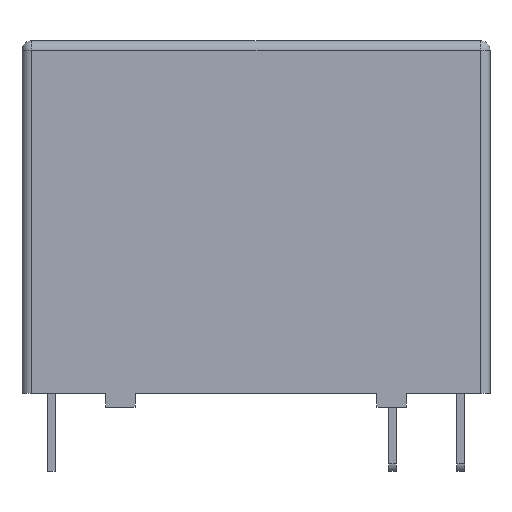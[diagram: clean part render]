
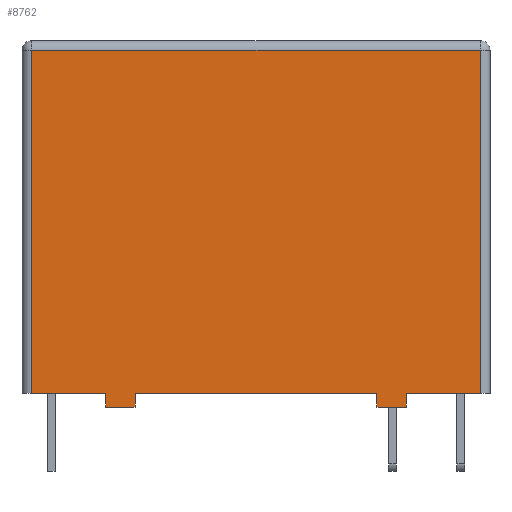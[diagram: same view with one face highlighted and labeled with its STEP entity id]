
A CAD part, front view. The second image highlights one B-rep face of the part: STEP entity #8762.
In plain terms, the highlighted planar face has unit normal (0, -1, 0).
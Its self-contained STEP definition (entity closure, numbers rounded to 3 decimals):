
#39 = CARTESIAN_POINT ( 'NONE',  ( -12., -5., 0. ) ) ;
#376 = ORIENTED_EDGE ( 'NONE', *, *, #1789, .T. ) ;
#663 = CARTESIAN_POINT ( 'NONE',  ( -11.5, -5., 0. ) ) ;
#671 = VECTOR ( 'NONE', #6013, 1000. ) ;
#683 = VERTEX_POINT ( 'NONE', #841 ) ;
#724 = CARTESIAN_POINT ( 'NONE',  ( 7.705, -5., -0.7 ) ) ;
#841 = CARTESIAN_POINT ( 'NONE',  ( -7.705, -5., 0. ) ) ;
#953 = ORIENTED_EDGE ( 'NONE', *, *, #5527, .F. ) ;
#1166 = VERTEX_POINT ( 'NONE', #11099 ) ;
#1169 = VERTEX_POINT ( 'NONE', #5023 ) ;
#1299 = VECTOR ( 'NONE', #15552, 1000. ) ;
#1480 = LINE ( 'NONE', #13674, #14615 ) ;
#1789 = EDGE_CURVE ( 'NONE', #6109, #2227, #10952, .T. ) ;
#1881 = ORIENTED_EDGE ( 'NONE', *, *, #12632, .T. ) ;
#1882 = CARTESIAN_POINT ( 'NONE',  ( -11.5, -5., 18.1 ) ) ;
#2227 = VERTEX_POINT ( 'NONE', #7541 ) ;
#2292 = CARTESIAN_POINT ( 'NONE',  ( 7.705, -5., 0. ) ) ;
#2418 = DIRECTION ( 'NONE',  ( 0., 0., 1. ) ) ;
#2535 = LINE ( 'NONE', #39, #12852 ) ;
#2754 = VECTOR ( 'NONE', #9079, 1000. ) ;
#2762 = VERTEX_POINT ( 'NONE', #13054 ) ;
#2835 = ORIENTED_EDGE ( 'NONE', *, *, #5449, .F. ) ;
#2899 = EDGE_CURVE ( 'NONE', #4785, #2762, #2535, .T. ) ;
#3026 = EDGE_LOOP ( 'NONE', ( #12787, #12923, #3501, #953, #2835, #376, #10456, #12260, #11450, #1881, #3642, #3227 ) ) ;
#3227 = ORIENTED_EDGE ( 'NONE', *, *, #14691, .T. ) ;
#3230 = AXIS2_PLACEMENT_3D ( 'NONE', #6906, #9465, #14238 ) ;
#3282 = DIRECTION ( 'NONE',  ( 1., 0., 0. ) ) ;
#3428 = CARTESIAN_POINT ( 'NONE',  ( -12., -5., 17.6 ) ) ;
#3501 = ORIENTED_EDGE ( 'NONE', *, *, #6382, .T. ) ;
#3642 = ORIENTED_EDGE ( 'NONE', *, *, #2899, .T. ) ;
#3644 = DIRECTION ( 'NONE',  ( 1., 0., 0. ) ) ;
#3822 = CARTESIAN_POINT ( 'NONE',  ( -6.205, -5., -0.7 ) ) ;
#4262 = CARTESIAN_POINT ( 'NONE',  ( 11.5, -5., 18.1 ) ) ;
#4422 = LINE ( 'NONE', #15752, #671 ) ;
#4785 = VERTEX_POINT ( 'NONE', #2292 ) ;
#5023 = CARTESIAN_POINT ( 'NONE',  ( 11.5, -5., 17.6 ) ) ;
#5383 = VECTOR ( 'NONE', #10235, 1000. ) ;
#5449 = EDGE_CURVE ( 'NONE', #6109, #1166, #11666, .T. ) ;
#5467 = VECTOR ( 'NONE', #2418, 1000. ) ;
#5527 = EDGE_CURVE ( 'NONE', #1166, #683, #10275, .T. ) ;
#5692 = DIRECTION ( 'NONE',  ( 0., 0., 1. ) ) ;
#6013 = DIRECTION ( 'NONE',  ( 1., 0., 0. ) ) ;
#6109 = VERTEX_POINT ( 'NONE', #8514 ) ;
#6382 = EDGE_CURVE ( 'NONE', #11682, #683, #15424, .T. ) ;
#6591 = PLANE ( 'NONE',  #3230 ) ;
#6662 = VECTOR ( 'NONE', #8552, 1000. ) ;
#6751 = DIRECTION ( 'NONE',  ( 0., 0., -1. ) ) ;
#6906 = CARTESIAN_POINT ( 'NONE',  ( -12., -5., 18.1 ) ) ;
#6952 = CARTESIAN_POINT ( 'NONE',  ( -11.5, -5., 17.6 ) ) ;
#7476 = CARTESIAN_POINT ( 'NONE',  ( 6.205, -5., 0. ) ) ;
#7541 = CARTESIAN_POINT ( 'NONE',  ( -6.205, -5., 0. ) ) ;
#7804 = FACE_OUTER_BOUND ( 'NONE', #3026, .T. ) ;
#7922 = CARTESIAN_POINT ( 'NONE',  ( -12., -5., 0. ) ) ;
#8227 = CARTESIAN_POINT ( 'NONE',  ( 7.705, -5., -0.7 ) ) ;
#8306 = LINE ( 'NONE', #8227, #1299 ) ;
#8319 = VERTEX_POINT ( 'NONE', #6952 ) ;
#8514 = CARTESIAN_POINT ( 'NONE',  ( -6.205, -5., -0.7 ) ) ;
#8552 = DIRECTION ( 'NONE',  ( -1., 0., 0. ) ) ;
#8762 = ADVANCED_FACE ( 'NONE', ( #7804 ), #6591, .F. ) ;
#8851 = DIRECTION ( 'NONE',  ( -1., 0., 0. ) ) ;
#8885 = LINE ( 'NONE', #10075, #5383 ) ;
#9014 = EDGE_CURVE ( 'NONE', #2227, #13531, #4422, .T. ) ;
#9079 = DIRECTION ( 'NONE',  ( 0., 0., 1. ) ) ;
#9123 = VERTEX_POINT ( 'NONE', #12372 ) ;
#9465 = DIRECTION ( 'NONE',  ( 0., 1., 0. ) ) ;
#10075 = CARTESIAN_POINT ( 'NONE',  ( 7.705, -5., -0.7 ) ) ;
#10235 = DIRECTION ( 'NONE',  ( 0., 0., 1. ) ) ;
#10275 = LINE ( 'NONE', #15230, #2754 ) ;
#10456 = ORIENTED_EDGE ( 'NONE', *, *, #9014, .T. ) ;
#10707 = VECTOR ( 'NONE', #5692, 1000. ) ;
#10952 = LINE ( 'NONE', #3822, #5467 ) ;
#11099 = CARTESIAN_POINT ( 'NONE',  ( -7.705, -5., -0.7 ) ) ;
#11163 = DIRECTION ( 'NONE',  ( 0., 0., 1. ) ) ;
#11418 = EDGE_CURVE ( 'NONE', #9123, #13531, #1480, .T. ) ;
#11450 = ORIENTED_EDGE ( 'NONE', *, *, #15294, .T. ) ;
#11666 = LINE ( 'NONE', #15064, #11959 ) ;
#11682 = VERTEX_POINT ( 'NONE', #663 ) ;
#11928 = LINE ( 'NONE', #3428, #6662 ) ;
#11959 = VECTOR ( 'NONE', #8851, 1000. ) ;
#12260 = ORIENTED_EDGE ( 'NONE', *, *, #11418, .F. ) ;
#12372 = CARTESIAN_POINT ( 'NONE',  ( 6.205, -5., -0.7 ) ) ;
#12632 = EDGE_CURVE ( 'NONE', #14753, #4785, #8885, .T. ) ;
#12659 = VECTOR ( 'NONE', #3282, 1000. ) ;
#12787 = ORIENTED_EDGE ( 'NONE', *, *, #13108, .T. ) ;
#12803 = VECTOR ( 'NONE', #6751, 1000. ) ;
#12852 = VECTOR ( 'NONE', #3644, 1000. ) ;
#12923 = ORIENTED_EDGE ( 'NONE', *, *, #14454, .T. ) ;
#13025 = LINE ( 'NONE', #4262, #10707 ) ;
#13054 = CARTESIAN_POINT ( 'NONE',  ( 11.5, -5., 0. ) ) ;
#13108 = EDGE_CURVE ( 'NONE', #1169, #8319, #11928, .T. ) ;
#13531 = VERTEX_POINT ( 'NONE', #7476 ) ;
#13674 = CARTESIAN_POINT ( 'NONE',  ( 6.205, -5., -0.7 ) ) ;
#14234 = LINE ( 'NONE', #1882, #12803 ) ;
#14238 = DIRECTION ( 'NONE',  ( 0., 0., 1. ) ) ;
#14454 = EDGE_CURVE ( 'NONE', #8319, #11682, #14234, .T. ) ;
#14615 = VECTOR ( 'NONE', #11163, 1000. ) ;
#14691 = EDGE_CURVE ( 'NONE', #2762, #1169, #13025, .T. ) ;
#14753 = VERTEX_POINT ( 'NONE', #724 ) ;
#15064 = CARTESIAN_POINT ( 'NONE',  ( -7.705, -5., -0.7 ) ) ;
#15230 = CARTESIAN_POINT ( 'NONE',  ( -7.705, -5., -0.7 ) ) ;
#15294 = EDGE_CURVE ( 'NONE', #9123, #14753, #8306, .T. ) ;
#15424 = LINE ( 'NONE', #7922, #12659 ) ;
#15552 = DIRECTION ( 'NONE',  ( 1., 0., 0. ) ) ;
#15752 = CARTESIAN_POINT ( 'NONE',  ( -12., -5., 0. ) ) ;
